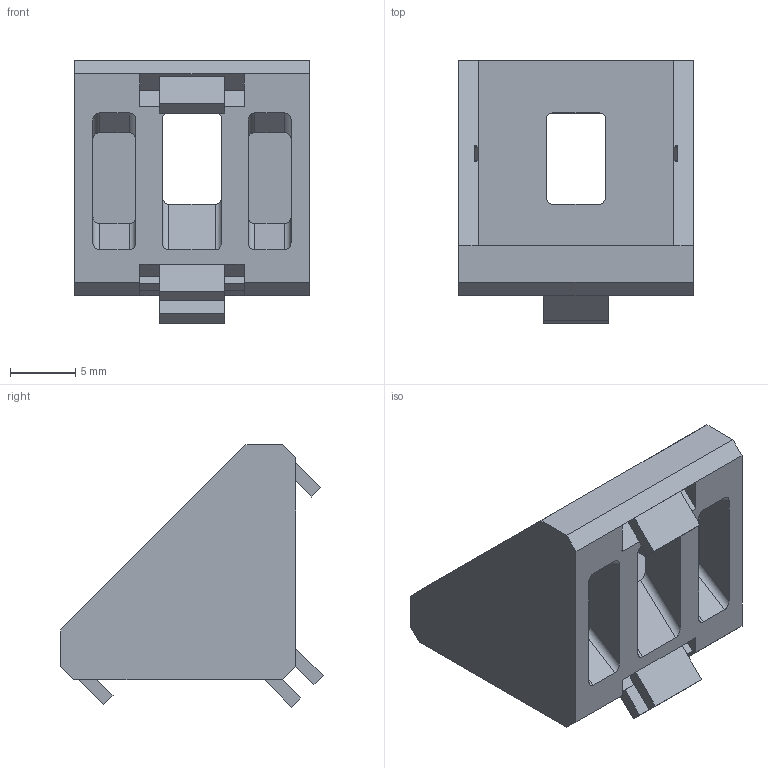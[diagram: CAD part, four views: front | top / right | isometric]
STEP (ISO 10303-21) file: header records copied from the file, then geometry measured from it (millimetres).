
FILE_DESCRIPTION (( 'STEP AP214' ), '1' );
FILE_NAME ('SNSD.30.52.29. Óãëîâîé àëþìèíèåâûé ñîåäèíèòåëü 20õ20, ïàç 6(H23).STEP', '2015-01-13T09:43:45', ( 'XTreme.ws' ), ( 'XTreme.ws' ), 'SwSTEP 2.0', 'SolidWorks 2014', '' );
FILE_SCHEMA (( 'AUTOMOTIVE_DESIGN' ));
Length unit declared in the file: millimetre
Products named in the file (2): SNSD.30.52.29. Óãëîâîé àëþìèíèåâûé ñîåäèíèòåëü 20õ20, ïàç 6(H23)
Bounding box: 18 x 20.12 x 20.12 mm (x, y, z)
Volume: 1890.6 mm3; surface area: 2324.5 mm2
Topology: 1 solids, 1 shells, 122 faces, 330 edges, 216 vertices
Faces by surface type: plane 87, cylinder 35
Entity records: 3825 total; most frequent: CARTESIAN_POINT 790, ORIENTED_EDGE 660, DIRECTION 568, EDGE_CURVE 330, VECTOR 260, LINE 260, VERTEX_POINT 216, AXIS2_PLACEMENT_3D 154
